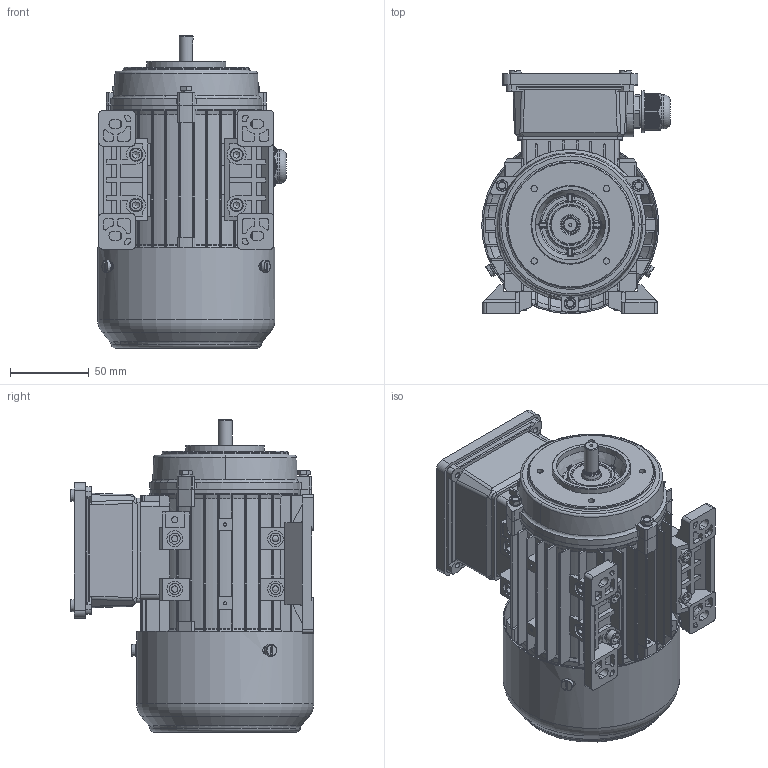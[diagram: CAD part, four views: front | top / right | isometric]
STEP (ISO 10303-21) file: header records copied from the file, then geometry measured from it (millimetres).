
FILE_DESCRIPTION(/* description */ (''),/* implementation_level */ '2;1');
FILE_NAME(/* name */ 'JL-56-B34A.stp',/* time_stamp */ '2018-12-30T13:56:44+08:00',/* author */ (''),/* organization */ (''),/* preprocessor_version */ 'ST-DEVELOPER v16.7',/* originating_system */ 'SIEMENS PLM Software NX 12.0',/* authorisation */ '');
FILE_SCHEMA (('AP203_CONFIGURATION_CONTROLLED_3D_DESIGN_OF_MECHANICAL_PARTS_AND_ASSEMBLIES_MIM_LF { 1 0 10303 403 2 1 2}'));
Products named in the file (1): JL-56-B34A
Bounding box: 119.88 x 154.7 x 198.42 mm (x, y, z)
Volume: 414871.4 mm3; surface area: 342177.1 mm2
Topology: 47 solids, 47 shells, 3464 faces, 9402 edges, 6131 vertices
Faces by surface type: plane 1878, cylinder 1108, torus 216, cone 127, bspline 121, sphere 14
Full cylindrical faces by diameter (mm): 2 x1, 3 x7, 3.545 x13, 4 x17, 4.132 x5, 4.134 x5, 4.9 x6, 5 x4, 6 x4, 7.5 x4, 8.4 x1, 8.5 x4, 9 x1, 9.5 x4, 10.6 x1, 11.2 x1, 11.4 x2, 12 x5, 13.75 x1, 14 x1, 16.25 x2, 18.75 x5, 19.375 x6, 20 x11, 20.625 x6, 21.25 x6, 21.562 x1, 25 x3, 26.562 x1, 30 x1
Entity records: 117310 total; most frequent: CARTESIAN_POINT 32679, ORIENTED_EDGE 17862, DIRECTION 16847, EDGE_CURVE 8931, AXIS2_PLACEMENT_3D 6029, VERTEX_POINT 5967, LINE 4789, VECTOR 4789
